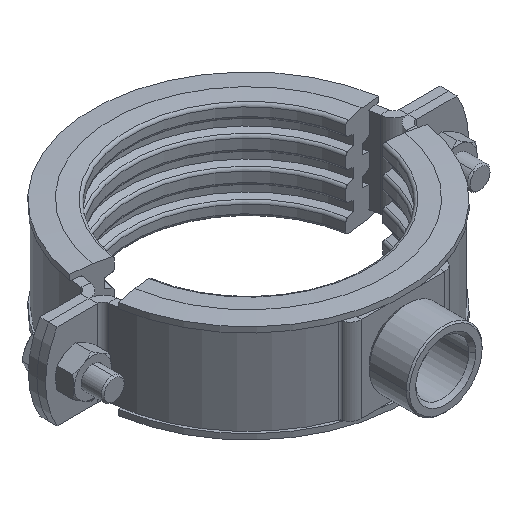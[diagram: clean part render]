
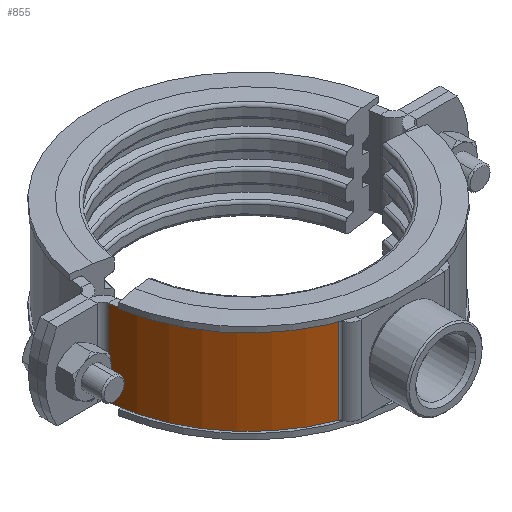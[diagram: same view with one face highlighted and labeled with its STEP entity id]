
A CAD part, isometric view. The second image highlights one B-rep face of the part: STEP entity #855.
In plain terms, the highlighted cylindrical face has radius 54 mm (diameter 108 mm), a partial arc.
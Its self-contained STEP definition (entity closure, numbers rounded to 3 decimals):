
#80 = EDGE_LOOP ( 'NONE', ( #5136, #3389, #2813, #1212 ) ) ;
#248 = DIRECTION ( 'NONE',  ( 1., 0., 0. ) ) ;
#252 = CARTESIAN_POINT ( 'NONE',  ( -18.914, -50.579, 15. ) ) ;
#368 = DIRECTION ( 'NONE',  ( -1., 0., 0. ) ) ;
#547 = DIRECTION ( 'NONE',  ( 0., 0., -1. ) ) ;
#630 = VECTOR ( 'NONE', #547, 1000. ) ;
#812 = CYLINDRICAL_SURFACE ( 'NONE', #2389, 54. ) ;
#834 = CARTESIAN_POINT ( 'NONE',  ( -53.784, -4.821, -15. ) ) ;
#855 = ADVANCED_FACE ( 'NONE', ( #5470 ), #812, .T. ) ;
#892 = VERTEX_POINT ( 'NONE', #4978 ) ;
#1042 = DIRECTION ( 'NONE',  ( 0., 0., -1. ) ) ;
#1212 = ORIENTED_EDGE ( 'NONE', *, *, #3987, .T. ) ;
#1402 = CARTESIAN_POINT ( 'NONE',  ( -18.914, -50.579, 15. ) ) ;
#2102 = EDGE_CURVE ( 'NONE', #3154, #892, #3892, .T. ) ;
#2389 = AXIS2_PLACEMENT_3D ( 'NONE', #2761, #4943, #368 ) ;
#2610 = AXIS2_PLACEMENT_3D ( 'NONE', #5718, #1042, #3050 ) ;
#2618 = CARTESIAN_POINT ( 'NONE',  ( 0., 0., 15. ) ) ;
#2761 = CARTESIAN_POINT ( 'NONE',  ( 0., 0., 15. ) ) ;
#2813 = ORIENTED_EDGE ( 'NONE', *, *, #2102, .T. ) ;
#2992 = LINE ( 'NONE', #5155, #630 ) ;
#3050 = DIRECTION ( 'NONE',  ( 1., 0., 0. ) ) ;
#3154 = VERTEX_POINT ( 'NONE', #252 ) ;
#3389 = ORIENTED_EDGE ( 'NONE', *, *, #3947, .F. ) ;
#3467 = VERTEX_POINT ( 'NONE', #5672 ) ;
#3485 = DIRECTION ( 'NONE',  ( 0., 0., -1. ) ) ;
#3892 = CIRCLE ( 'NONE', #3898, 54. ) ;
#3898 = AXIS2_PLACEMENT_3D ( 'NONE', #2618, #4808, #248 ) ;
#3947 = EDGE_CURVE ( 'NONE', #3154, #3467, #6087, .T. ) ;
#3987 = EDGE_CURVE ( 'NONE', #892, #5706, #2992, .T. ) ;
#4792 = VECTOR ( 'NONE', #3485, 1000. ) ;
#4808 = DIRECTION ( 'NONE',  ( 0., 0., -1. ) ) ;
#4943 = DIRECTION ( 'NONE',  ( 0., 0., -1. ) ) ;
#4978 = CARTESIAN_POINT ( 'NONE',  ( -53.784, -4.821, 15. ) ) ;
#5136 = ORIENTED_EDGE ( 'NONE', *, *, #5930, .F. ) ;
#5155 = CARTESIAN_POINT ( 'NONE',  ( -53.784, -4.821, 15. ) ) ;
#5470 = FACE_OUTER_BOUND ( 'NONE', #80, .T. ) ;
#5672 = CARTESIAN_POINT ( 'NONE',  ( -18.914, -50.579, -15. ) ) ;
#5674 = CIRCLE ( 'NONE', #2610, 54. ) ;
#5706 = VERTEX_POINT ( 'NONE', #834 ) ;
#5718 = CARTESIAN_POINT ( 'NONE',  ( 0., 0., -15. ) ) ;
#5930 = EDGE_CURVE ( 'NONE', #3467, #5706, #5674, .T. ) ;
#6087 = LINE ( 'NONE', #1402, #4792 ) ;
